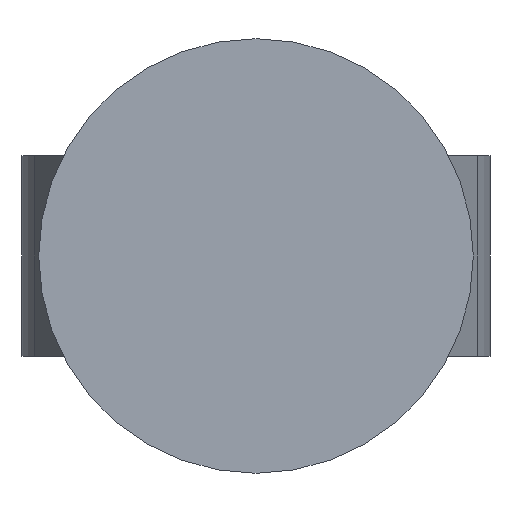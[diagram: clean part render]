
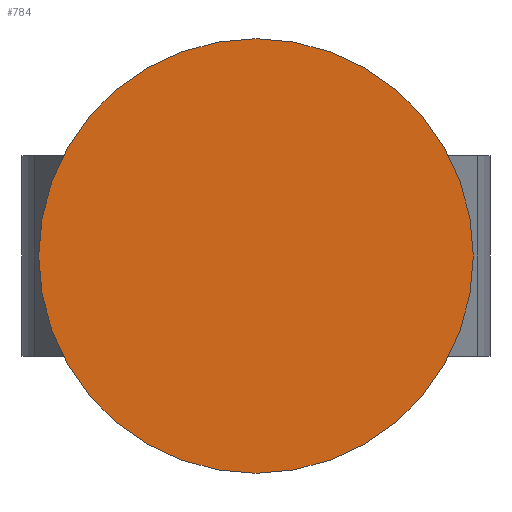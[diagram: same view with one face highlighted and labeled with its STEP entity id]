
A CAD part, front view. The second image highlights one B-rep face of the part: STEP entity #784.
In plain terms, the highlighted planar face has unit normal (0, -1, 0).
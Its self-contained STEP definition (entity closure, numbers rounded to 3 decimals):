
#39 = VERTEX_POINT ( 'NONE', #534 ) ;
#134 = DIRECTION ( 'NONE',  ( 0., -1., 0. ) ) ;
#137 = DIRECTION ( 'NONE',  ( 1., 0., 0. ) ) ;
#161 = CIRCLE ( 'NONE', #424, 32.5 ) ;
#163 = DIRECTION ( 'NONE',  ( 0., -1., 0. ) ) ;
#179 = FACE_OUTER_BOUND ( 'NONE', #195, .T. ) ;
#195 = EDGE_LOOP ( 'NONE', ( #506, #392 ) ) ;
#207 = VERTEX_POINT ( 'NONE', #330 ) ;
#216 = EDGE_CURVE ( 'NONE', #207, #39, #525, .T. ) ;
#235 = CARTESIAN_POINT ( 'NONE',  ( 0., -600.222, 0. ) ) ;
#287 = DIRECTION ( 'NONE',  ( -1., 0., 0. ) ) ;
#330 = CARTESIAN_POINT ( 'NONE',  ( -32.5, -600.222, 0. ) ) ;
#369 = AXIS2_PLACEMENT_3D ( 'NONE', #478, #134, #137 ) ;
#392 = ORIENTED_EDGE ( 'NONE', *, *, #216, .T. ) ;
#424 = AXIS2_PLACEMENT_3D ( 'NONE', #235, #163, #785 ) ;
#474 = AXIS2_PLACEMENT_3D ( 'NONE', #763, #481, #287 ) ;
#478 = CARTESIAN_POINT ( 'NONE',  ( 0., -600.222, 0. ) ) ;
#481 = DIRECTION ( 'NONE',  ( 0., 1., 0. ) ) ;
#506 = ORIENTED_EDGE ( 'NONE', *, *, #863, .T. ) ;
#525 = CIRCLE ( 'NONE', #369, 32.5 ) ;
#534 = CARTESIAN_POINT ( 'NONE',  ( 32.5, -600.222, 0. ) ) ;
#631 = PLANE ( 'NONE',  #474 ) ;
#763 = CARTESIAN_POINT ( 'NONE',  ( 32.5, -600.222, 0. ) ) ;
#784 = ADVANCED_FACE ( 'NONE', ( #179 ), #631, .F. ) ;
#785 = DIRECTION ( 'NONE',  ( 1., 0., 0. ) ) ;
#863 = EDGE_CURVE ( 'NONE', #39, #207, #161, .T. ) ;
